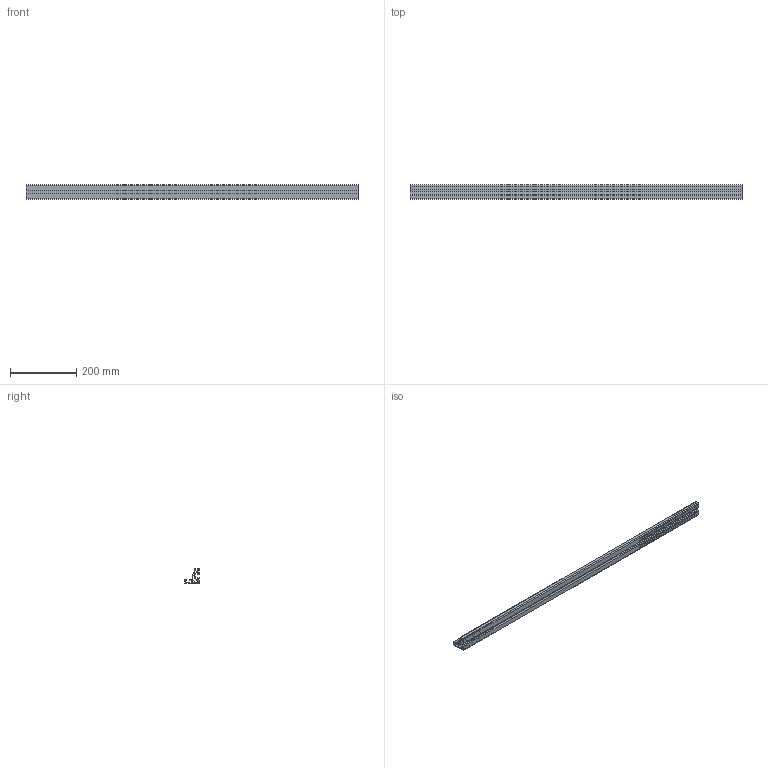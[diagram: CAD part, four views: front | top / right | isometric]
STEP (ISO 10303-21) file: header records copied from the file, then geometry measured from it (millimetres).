
FILE_DESCRIPTION(('STEP AP214'),'1');
FILE_NAME('cctmp_70B75EAD-E53B-478B-8229-250B7FEA2A34_2020_1_20_8_40_40_265..stp','2020-01-20T07:40:40',('Bosch Rexroth AG'),('CADClick - www.CADClick.com'),'Spatial InterOp 3D',' ','unknown authorization - (Healing Option Enabled)');
FILE_SCHEMA(('AUTOMOTIVE_DESIGN'));
Length unit declared in the file: millimetre
Products named in the file (1): 2020_01_20__08-40-40-265
Bounding box: 1000 x 45 x 45 mm (x, y, z)
Volume: 475844.8 mm3; surface area: 421368.7 mm2
Topology: 1 solids, 1 shells, 65 faces, 189 edges, 126 vertices
Faces by surface type: plane 50, cylinder 15
Entity records: 2681 total; most frequent: CARTESIAN_POINT 381, ORIENTED_EDGE 378, DIRECTION 351, EDGE_CURVE 189, LINE 159, VECTOR 159, VERTEX_POINT 126, AXIS2_PLACEMENT_3D 96
